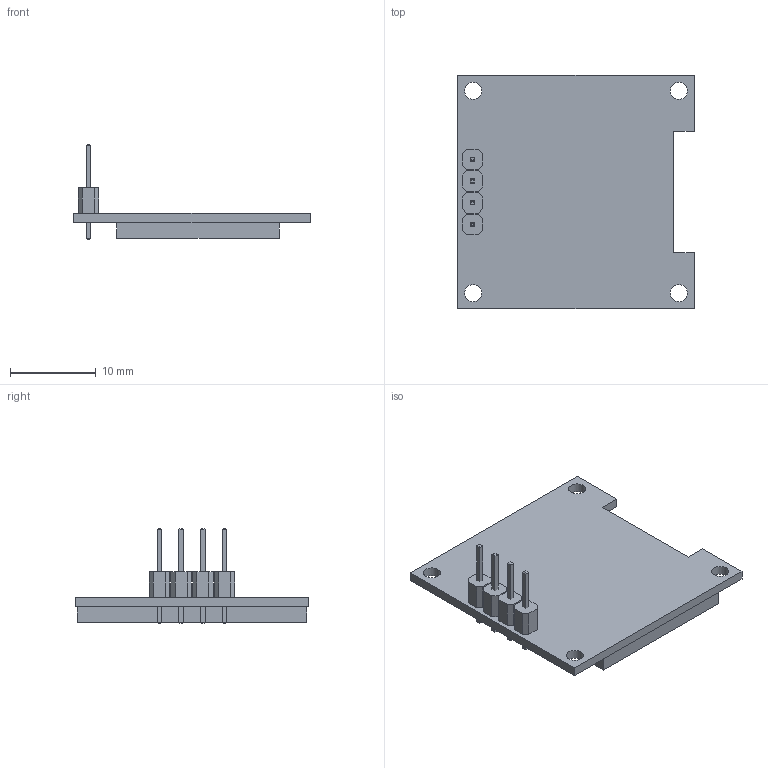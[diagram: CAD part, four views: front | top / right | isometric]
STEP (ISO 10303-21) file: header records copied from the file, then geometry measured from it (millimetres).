
FILE_DESCRIPTION(/* description */ ('STEP AP242','CAx-IF Rec.Pracs.---Representation and Presentation of Product Manufacturing Information (PMI)---4.0---2014-10-13','CAx-IF Rec.Pracs.---3D Tessellated Geometry---0.4---2014-09-14','2;1','CAx-IF Rec.Pracs.---User Defined Attributes---1.5---2016-08-15'),/* implementation_level */ '2;1');
FILE_NAME(/* name */ '691dfd974e2c0175fe3af29a',/* time_stamp */ '2025-11-19T17:25:44Z',/* author */ (''),/* organization */ (''),/* preprocessor_version */ 'ST-DEVELOPER v20',/* originating_system */ 'ONSHAPE BY PTC INC, 1.206',/* authorisation */ ' ');
FILE_SCHEMA (('AP242_MANAGED_MODEL_BASED_3D_ENGINEERING_MIM_LF { 1 0 10303 442 1 1 4 }'));
Length unit declared in the file: metre
Products named in the file (10): Part 1; Part 2; Part 3; Part 4; Part 5; Part 6; Part 7; Part 8; Part 9; Part 10
Bounding box: 27.6 x 27.2 x 11 mm (x, y, z)
Volume: 1765.1 mm3; surface area: 2977.1 mm2
Topology: 10 solids, 10 shells, 116 faces, 260 edges, 164 vertices
Faces by surface type: plane 112, cylinder 4
Full cylindrical faces by diameter (mm): 2 x4
Entity records: 4012 total; most frequent: CARTESIAN_POINT 538, DIRECTION 512, ORIENTED_EDGE 504, EDGE_CURVE 252, LINE 244, VECTOR 244, VERTEX_POINT 160, AXIS2_PLACEMENT_3D 134
